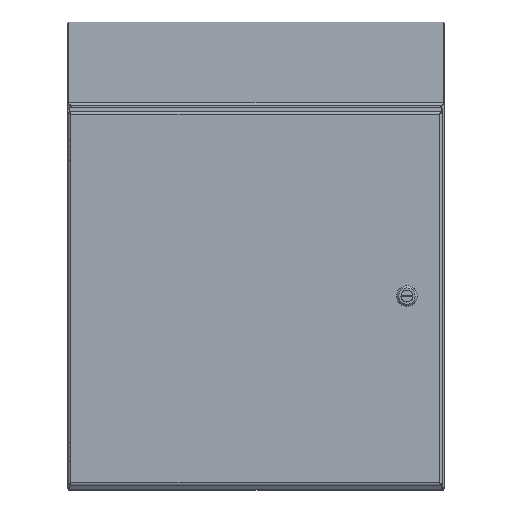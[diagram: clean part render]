
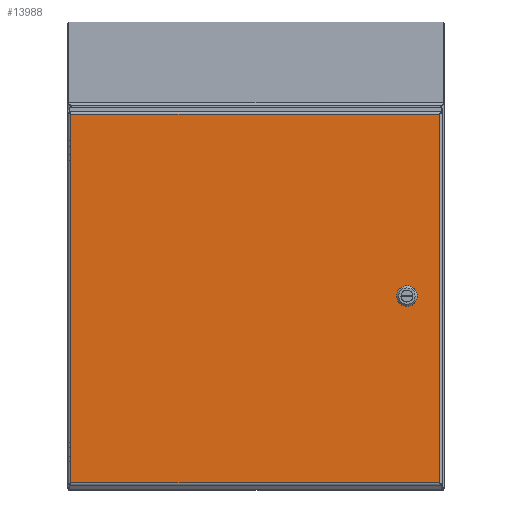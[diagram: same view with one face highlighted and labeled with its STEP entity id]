
A CAD part, top view. The second image highlights one B-rep face of the part: STEP entity #13988.
In plain terms, the highlighted planar face has unit normal (0, 0, 1).
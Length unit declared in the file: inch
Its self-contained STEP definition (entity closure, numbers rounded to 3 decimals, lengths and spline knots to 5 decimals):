
#559=PLANE('',#15132);
#1548=LINE('',#28082,#2622);
#1552=LINE('',#28094,#2626);
#1556=LINE('',#28106,#2630);
#1560=LINE('',#28116,#2634);
#1566=LINE('',#28151,#2640);
#1599=LINE('',#28467,#2673);
#1610=LINE('',#28733,#2684);
#1611=LINE('',#28735,#2685);
#2622=VECTOR('',#17827,0.42712);
#2626=VECTOR('',#17839,0.42712);
#2630=VECTOR('',#17851,0.42712);
#2634=VECTOR('',#17863,0.42712);
#2640=VECTOR('',#17873,19.57984);
#2673=VECTOR('',#17934,19.57984);
#2684=VECTOR('',#17961,19.5695);
#2685=VECTOR('',#17964,19.5695);
#3404=FACE_BOUND('',#5050,.T.);
#4017=FACE_OUTER_BOUND('',#5049,.T.);
#5049=EDGE_LOOP('',(#11379,#11380,#11381,#11382));
#5050=EDGE_LOOP('',(#11383,#11384,#11385,#11386,#11387,#11388,#11389,#11390));
#5700=CIRCLE('',#15093,0.453);
#5702=CIRCLE('',#15097,0.453);
#5704=CIRCLE('',#15101,0.453);
#5706=CIRCLE('',#15105,0.453);
#6627=VERTEX_POINT('',#28073);
#6628=VERTEX_POINT('',#28075);
#6630=VERTEX_POINT('',#28081);
#6632=VERTEX_POINT('',#28087);
#6634=VERTEX_POINT('',#28093);
#6636=VERTEX_POINT('',#28099);
#6638=VERTEX_POINT('',#28105);
#6640=VERTEX_POINT('',#28111);
#6646=VERTEX_POINT('',#28128);
#6649=VERTEX_POINT('',#28143);
#6676=VERTEX_POINT('',#28422);
#6678=VERTEX_POINT('',#28466);
#8225=EDGE_CURVE('',#6628,#6627,#5700,.T.);
#8228=EDGE_CURVE('',#6630,#6628,#1548,.T.);
#8231=EDGE_CURVE('',#6632,#6630,#5702,.T.);
#8234=EDGE_CURVE('',#6634,#6632,#1552,.T.);
#8237=EDGE_CURVE('',#6636,#6634,#5704,.T.);
#8240=EDGE_CURVE('',#6638,#6636,#1556,.T.);
#8243=EDGE_CURVE('',#6640,#6638,#5706,.T.);
#8246=EDGE_CURVE('',#6627,#6640,#1560,.T.);
#8255=EDGE_CURVE('',#6646,#6649,#1566,.T.);
#8304=EDGE_CURVE('',#6678,#6676,#1599,.T.);
#8324=EDGE_CURVE('',#6649,#6678,#1610,.T.);
#8325=EDGE_CURVE('',#6676,#6646,#1611,.T.);
#11379=ORIENTED_EDGE('',*,*,#8325,.T.);
#11380=ORIENTED_EDGE('',*,*,#8255,.T.);
#11381=ORIENTED_EDGE('',*,*,#8324,.T.);
#11382=ORIENTED_EDGE('',*,*,#8304,.T.);
#11383=ORIENTED_EDGE('',*,*,#8225,.T.);
#11384=ORIENTED_EDGE('',*,*,#8246,.T.);
#11385=ORIENTED_EDGE('',*,*,#8243,.T.);
#11386=ORIENTED_EDGE('',*,*,#8240,.T.);
#11387=ORIENTED_EDGE('',*,*,#8237,.T.);
#11388=ORIENTED_EDGE('',*,*,#8234,.T.);
#11389=ORIENTED_EDGE('',*,*,#8231,.T.);
#11390=ORIENTED_EDGE('',*,*,#8228,.T.);
#13988=ADVANCED_FACE('',(#4017,#3404),#559,.T.);
#15093=AXIS2_PLACEMENT_3D('',#28076,#17821,#17822);
#15097=AXIS2_PLACEMENT_3D('',#28088,#17833,#17834);
#15101=AXIS2_PLACEMENT_3D('',#28100,#17845,#17846);
#15105=AXIS2_PLACEMENT_3D('',#28112,#17857,#17858);
#15132=AXIS2_PLACEMENT_3D('',#28736,#17965,#17966);
#17821=DIRECTION('center_axis',(0.,0.,-1.));
#17822=DIRECTION('ref_axis',(0.882,0.471,0.));
#17827=DIRECTION('',(1.,0.,0.));
#17833=DIRECTION('center_axis',(0.,0.,-1.));
#17834=DIRECTION('ref_axis',(-0.471,0.882,0.));
#17839=DIRECTION('',(0.,1.,0.));
#17845=DIRECTION('center_axis',(0.,0.,-1.));
#17846=DIRECTION('ref_axis',(-0.882,-0.471,0.));
#17851=DIRECTION('',(-1.,0.,0.));
#17857=DIRECTION('center_axis',(0.,0.,-1.));
#17858=DIRECTION('ref_axis',(0.471,-0.882,0.));
#17863=DIRECTION('',(0.,-1.,0.));
#17873=DIRECTION('',(0.,1.,0.));
#17934=DIRECTION('',(0.,-1.,0.));
#17961=DIRECTION('',(-1.,0.,0.));
#17964=DIRECTION('',(1.,0.,0.));
#17965=DIRECTION('center_axis',(0.,0.,1.));
#17966=DIRECTION('ref_axis',(1.,0.,0.));
#28073=CARTESIAN_POINT('',(17.96087,-9.05816,0.059));
#28075=CARTESIAN_POINT('',(17.77499,-8.87223,0.059));
#28076=CARTESIAN_POINT('Origin',(17.56134,-9.27168,0.059));
#28081=CARTESIAN_POINT('',(17.34787,-8.87223,0.059));
#28082=CARTESIAN_POINT('',(13.63693,-8.87223,0.059));
#28087=CARTESIAN_POINT('',(17.16187,-9.05816,0.059));
#28088=CARTESIAN_POINT('Origin',(17.56134,-9.27177,0.059));
#28093=CARTESIAN_POINT('',(17.16187,-9.48529,0.059));
#28094=CARTESIAN_POINT('',(17.16187,-9.22744,0.059));
#28099=CARTESIAN_POINT('',(17.3478,-9.67123,0.059));
#28100=CARTESIAN_POINT('Origin',(17.56137,-9.27173,0.059));
#28105=CARTESIAN_POINT('',(17.77493,-9.67123,0.059));
#28106=CARTESIAN_POINT('',(13.42333,-9.67123,0.059));
#28111=CARTESIAN_POINT('',(17.96087,-9.48529,0.059));
#28112=CARTESIAN_POINT('Origin',(17.56137,-9.27173,0.059));
#28116=CARTESIAN_POINT('',(17.96087,-9.44101,0.059));
#28128=CARTESIAN_POINT('',(19.28362,-19.18664,0.059));
#28143=CARTESIAN_POINT('',(19.28362,0.39319,0.059));
#28151=CARTESIAN_POINT('',(19.28362,-14.34516,0.059));
#28422=CARTESIAN_POINT('',(-0.28588,-19.18664,0.059));
#28466=CARTESIAN_POINT('',(-0.28588,0.39319,0.059));
#28467=CARTESIAN_POINT('',(-0.28588,-4.44829,0.059));
#28733=CARTESIAN_POINT('',(14.39124,0.39319,0.059));
#28735=CARTESIAN_POINT('',(4.60649,-19.18664,0.059));
#28736=CARTESIAN_POINT('Origin',(9.49887,-9.39673,0.059));
